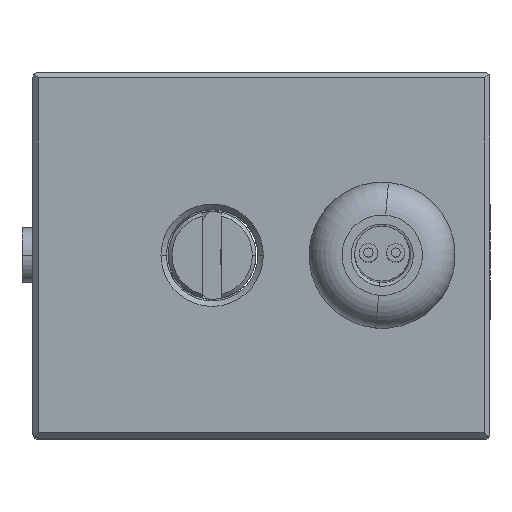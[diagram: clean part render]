
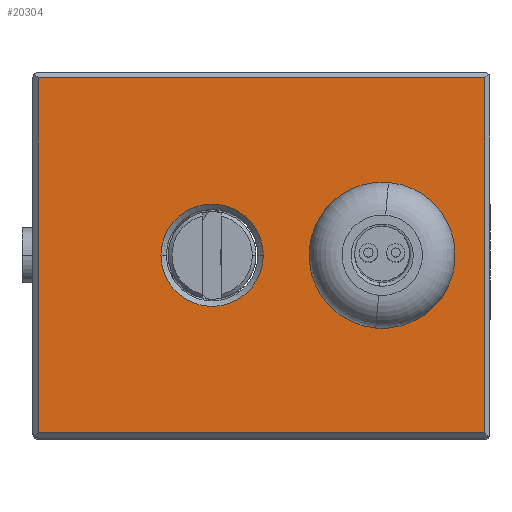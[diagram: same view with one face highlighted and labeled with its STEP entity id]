
A CAD part, top view. The second image highlights one B-rep face of the part: STEP entity #20304.
In plain terms, the highlighted planar face has unit normal (0, 0, 1).
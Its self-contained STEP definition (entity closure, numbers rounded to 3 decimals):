
#368 = DIRECTION ( 'NONE',  ( 0., -1., 0. ) ) ;
#914 = DIRECTION ( 'NONE',  ( 1., 0., 0. ) ) ;
#1256 = LINE ( 'NONE', #3493, #6988 ) ;
#2004 = VERTEX_POINT ( 'NONE', #9903 ) ;
#2052 = VECTOR ( 'NONE', #16758, 1000. ) ;
#2099 = DIRECTION ( 'NONE',  ( 1., 0., 0. ) ) ;
#2238 = LINE ( 'NONE', #15314, #2682 ) ;
#2620 = CARTESIAN_POINT ( 'NONE',  ( 11.958, 11.841, 22. ) ) ;
#2682 = VECTOR ( 'NONE', #368, 1000. ) ;
#3493 = CARTESIAN_POINT ( 'NONE',  ( 12.258, -7.859, 22. ) ) ;
#3670 = ORIENTED_EDGE ( 'NONE', *, *, #6528, .T. ) ;
#4521 = ORIENTED_EDGE ( 'NONE', *, *, #21442, .T. ) ;
#4790 = CIRCLE ( 'NONE', #22239, 2.8 ) ;
#4967 = ORIENTED_EDGE ( 'NONE', *, *, #15811, .T. ) ;
#5057 = CARTESIAN_POINT ( 'NONE',  ( -0.142, 1.841, 22. ) ) ;
#5275 = DIRECTION ( 'NONE',  ( 0., 0., -1. ) ) ;
#5397 = DIRECTION ( 'NONE',  ( 1., 0., 0. ) ) ;
#5627 = PLANE ( 'NONE',  #12200 ) ;
#5817 = DIRECTION ( 'NONE',  ( -1., 0., 0. ) ) ;
#5853 = VERTEX_POINT ( 'NONE', #5057 ) ;
#5859 = CIRCLE ( 'NONE', #16091, 3.2 ) ;
#5910 = VERTEX_POINT ( 'NONE', #21790 ) ;
#6178 = EDGE_LOOP ( 'NONE', ( #12560, #19214 ) ) ;
#6528 = EDGE_CURVE ( 'NONE', #5853, #20320, #4790, .T. ) ;
#6988 = VECTOR ( 'NONE', #10776, 1000. ) ;
#7836 = CARTESIAN_POINT ( 'NONE',  ( 11.958, -7.859, 22. ) ) ;
#7851 = ORIENTED_EDGE ( 'NONE', *, *, #23483, .T. ) ;
#9021 = VERTEX_POINT ( 'NONE', #23033 ) ;
#9570 = DIRECTION ( 'NONE',  ( 0., 0., -1. ) ) ;
#9772 = VERTEX_POINT ( 'NONE', #7836 ) ;
#9903 = CARTESIAN_POINT ( 'NONE',  ( -12.442, -7.859, 22. ) ) ;
#10776 = DIRECTION ( 'NONE',  ( 1., 0., 0. ) ) ;
#11025 = CIRCLE ( 'NONE', #13679, 3.2 ) ;
#11122 = FACE_BOUND ( 'NONE', #13678, .T. ) ;
#11129 = CARTESIAN_POINT ( 'NONE',  ( -2.942, 1.841, 22. ) ) ;
#11171 = EDGE_LOOP ( 'NONE', ( #4967, #19319, #13885, #7851 ) ) ;
#11449 = EDGE_CURVE ( 'NONE', #13028, #2004, #2238, .T. ) ;
#12200 = AXIS2_PLACEMENT_3D ( 'NONE', #13009, #16429, #5397 ) ;
#12560 = ORIENTED_EDGE ( 'NONE', *, *, #21558, .T. ) ;
#13009 = CARTESIAN_POINT ( 'NONE',  ( -12.742, -8.159, 22. ) ) ;
#13028 = VERTEX_POINT ( 'NONE', #15336 ) ;
#13087 = LINE ( 'NONE', #14858, #22130 ) ;
#13336 = LINE ( 'NONE', #2620, #2052 ) ;
#13678 = EDGE_LOOP ( 'NONE', ( #3670, #4521 ) ) ;
#13679 = AXIS2_PLACEMENT_3D ( 'NONE', #23247, #5275, #13975 ) ;
#13885 = ORIENTED_EDGE ( 'NONE', *, *, #23165, .T. ) ;
#13975 = DIRECTION ( 'NONE',  ( 1., 0., 0. ) ) ;
#14858 = CARTESIAN_POINT ( 'NONE',  ( -12.742, 11.541, 22. ) ) ;
#15314 = CARTESIAN_POINT ( 'NONE',  ( -12.442, -8.159, 22. ) ) ;
#15336 = CARTESIAN_POINT ( 'NONE',  ( -12.442, 11.541, 22. ) ) ;
#15468 = CARTESIAN_POINT ( 'NONE',  ( 11.958, 11.541, 22. ) ) ;
#15811 = EDGE_CURVE ( 'NONE', #21836, #13028, #13087, .T. ) ;
#16091 = AXIS2_PLACEMENT_3D ( 'NONE', #19076, #18857, #914 ) ;
#16281 = CIRCLE ( 'NONE', #16672, 2.8 ) ;
#16429 = DIRECTION ( 'NONE',  ( 0., 0., 1. ) ) ;
#16672 = AXIS2_PLACEMENT_3D ( 'NONE', #20184, #20408, #2099 ) ;
#16758 = DIRECTION ( 'NONE',  ( 0., 1., 0. ) ) ;
#17093 = EDGE_CURVE ( 'NONE', #9021, #5910, #5859, .T. ) ;
#18330 = FACE_BOUND ( 'NONE', #6178, .T. ) ;
#18857 = DIRECTION ( 'NONE',  ( 0., 0., -1. ) ) ;
#19076 = CARTESIAN_POINT ( 'NONE',  ( 6.358, 1.841, 22. ) ) ;
#19214 = ORIENTED_EDGE ( 'NONE', *, *, #17093, .T. ) ;
#19319 = ORIENTED_EDGE ( 'NONE', *, *, #11449, .T. ) ;
#19897 = CARTESIAN_POINT ( 'NONE',  ( -5.742, 1.841, 22. ) ) ;
#20184 = CARTESIAN_POINT ( 'NONE',  ( -2.942, 1.841, 22. ) ) ;
#20304 = ADVANCED_FACE ( 'NONE', ( #18330, #11122, #21788 ), #5627, .T. ) ;
#20320 = VERTEX_POINT ( 'NONE', #19897 ) ;
#20408 = DIRECTION ( 'NONE',  ( 0., 0., -1. ) ) ;
#21442 = EDGE_CURVE ( 'NONE', #20320, #5853, #16281, .T. ) ;
#21558 = EDGE_CURVE ( 'NONE', #5910, #9021, #11025, .T. ) ;
#21788 = FACE_OUTER_BOUND ( 'NONE', #11171, .T. ) ;
#21790 = CARTESIAN_POINT ( 'NONE',  ( 9.558, 1.841, 22. ) ) ;
#21836 = VERTEX_POINT ( 'NONE', #15468 ) ;
#21914 = DIRECTION ( 'NONE',  ( 1., 0., 0. ) ) ;
#22130 = VECTOR ( 'NONE', #5817, 1000. ) ;
#22239 = AXIS2_PLACEMENT_3D ( 'NONE', #11129, #9570, #21914 ) ;
#23033 = CARTESIAN_POINT ( 'NONE',  ( 3.158, 1.841, 22. ) ) ;
#23165 = EDGE_CURVE ( 'NONE', #2004, #9772, #1256, .T. ) ;
#23247 = CARTESIAN_POINT ( 'NONE',  ( 6.358, 1.841, 22. ) ) ;
#23483 = EDGE_CURVE ( 'NONE', #9772, #21836, #13336, .T. ) ;
